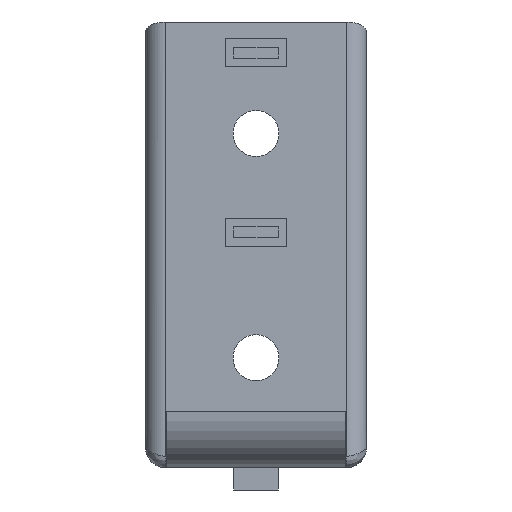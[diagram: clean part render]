
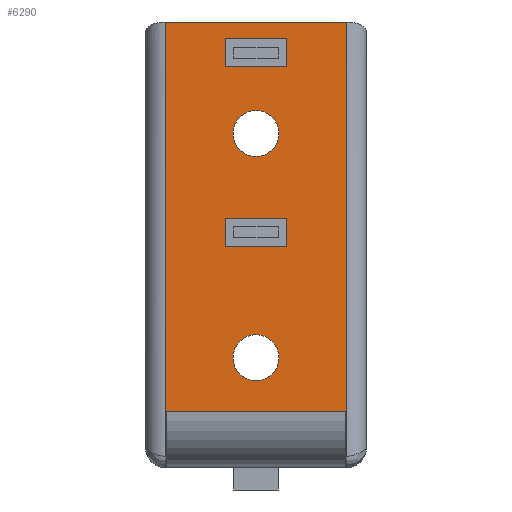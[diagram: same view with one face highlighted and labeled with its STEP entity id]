
A CAD part, left-side view. The second image highlights one B-rep face of the part: STEP entity #6290.
In plain terms, the highlighted planar face has unit normal (-1, 0, 0).
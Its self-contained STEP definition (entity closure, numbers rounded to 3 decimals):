
#99=CARTESIAN_POINT('',(0.,-16.,10.));
#100=VERTEX_POINT('',#99);
#118=CARTESIAN_POINT('',(0.,-16.,2.));
#119=VERTEX_POINT('',#118);
#127=CARTESIAN_POINT('',(0.,-16.,2.));
#128=DIRECTION('',(0.,0.,1.));
#129=VECTOR('',#128,8.);
#130=LINE('',#127,#129);
#131=EDGE_CURVE('',#119,#100,#130,.T.);
#141=CARTESIAN_POINT('',(0.,16.,10.));
#142=VERTEX_POINT('',#141);
#160=CARTESIAN_POINT('',(0.,16.,2.));
#161=VERTEX_POINT('',#160);
#169=CARTESIAN_POINT('',(0.,16.,10.));
#170=DIRECTION('',(0.,0.,-1.));
#171=VECTOR('',#170,8.);
#172=LINE('',#169,#171);
#173=EDGE_CURVE('',#142,#161,#172,.T.);
#191=CARTESIAN_POINT('',(0.,16.,10.));
#192=DIRECTION('',(0.,-1.,0.));
#193=VECTOR('',#192,32.);
#194=LINE('',#191,#193);
#195=EDGE_CURVE('',#142,#100,#194,.T.);
#206=CARTESIAN_POINT('',(0.,-16.2,79.5));
#207=VERTEX_POINT('',#206);
#217=CARTESIAN_POINT('',(0.,-16.2,2.));
#218=VERTEX_POINT('',#217);
#219=CARTESIAN_POINT('',(0.,-16.2,79.5));
#220=DIRECTION('',(0.,0.,-1.));
#221=VECTOR('',#220,77.5);
#222=LINE('',#219,#221);
#223=EDGE_CURVE('',#207,#218,#222,.T.);
#298=CARTESIAN_POINT('',(0.,16.2,79.5));
#299=VERTEX_POINT('',#298);
#309=CARTESIAN_POINT('',(0.,16.2,2.));
#310=VERTEX_POINT('',#309);
#311=CARTESIAN_POINT('',(0.,16.2,79.5));
#312=DIRECTION('',(0.,0.,-1.));
#313=VECTOR('',#312,77.5);
#314=LINE('',#311,#313);
#315=EDGE_CURVE('',#299,#310,#314,.T.);
#389=CARTESIAN_POINT('',(0.,-16.2,2.));
#390=DIRECTION('',(0.,1.,0.));
#391=VECTOR('',#390,0.2);
#392=LINE('',#389,#391);
#393=EDGE_CURVE('',#218,#119,#392,.T.);
#469=CARTESIAN_POINT('',(0.,16.,2.));
#470=DIRECTION('',(0.,1.,0.));
#471=VECTOR('',#470,0.2);
#472=LINE('',#469,#471);
#473=EDGE_CURVE('',#161,#310,#472,.T.);
#683=CARTESIAN_POINT('',(0.,4.1,19.6));
#684=VERTEX_POINT('',#683);
#699=CARTESIAN_POINT('',(0.,0.,19.6));
#700=DIRECTION('',(0.,1.,0.));
#701=DIRECTION('',(-1.,0.,0.));
#702=AXIS2_PLACEMENT_3D('',#699,#701,#700);
#703=CIRCLE('',#702,4.1);
#704=EDGE_CURVE('',#684,#684,#703,.T.);
#716=CARTESIAN_POINT('',(0.,4.1,59.6));
#717=VERTEX_POINT('',#716);
#732=CARTESIAN_POINT('',(0.,0.,59.6));
#733=DIRECTION('',(0.,1.,0.));
#734=DIRECTION('',(-1.,0.,0.));
#735=AXIS2_PLACEMENT_3D('',#732,#734,#733);
#736=CIRCLE('',#735,4.1);
#737=EDGE_CURVE('',#717,#717,#736,.T.);
#6196=CARTESIAN_POINT('',(0.,0.,39.75));
#6197=DIRECTION('',(0.,0.,-1.));
#6198=DIRECTION('',(1.,-0.,0.));
#6199=AXIS2_PLACEMENT_3D('',#6196,#6198,#6197);
#6200=PLANE('',#6199);
#6201=ORIENTED_EDGE('',*,*,#195,.F.);
#6202=ORIENTED_EDGE('',*,*,#173,.T.);
#6203=ORIENTED_EDGE('',*,*,#473,.T.);
#6204=ORIENTED_EDGE('',*,*,#315,.F.);
#6205=CARTESIAN_POINT('',(0.,-16.2,79.5));
#6206=DIRECTION('',(0.,1.,0.));
#6207=VECTOR('',#6206,32.4);
#6208=LINE('',#6205,#6207);
#6209=EDGE_CURVE('',#207,#299,#6208,.T.);
#6210=ORIENTED_EDGE('',*,*,#6209,.F.);
#6211=ORIENTED_EDGE('',*,*,#223,.T.);
#6212=ORIENTED_EDGE('',*,*,#393,.T.);
#6213=ORIENTED_EDGE('',*,*,#131,.T.);
#6214=EDGE_LOOP('',(#6201,#6202,#6203,#6204,#6210,#6211,#6212,#6213));
#6215=FACE_OUTER_BOUND('',#6214,.F.);
#6216=ORIENTED_EDGE('',*,*,#737,.T.);
#6217=EDGE_LOOP('',(#6216));
#6218=FACE_BOUND('',#6217,.F.);
#6219=ORIENTED_EDGE('',*,*,#704,.T.);
#6220=EDGE_LOOP('',(#6219));
#6221=FACE_BOUND('',#6220,.F.);
#6222=CARTESIAN_POINT('',(0.,5.5,39.5));
#6223=VERTEX_POINT('',#6222);
#6224=CARTESIAN_POINT('',(0.,-5.5,39.5));
#6225=VERTEX_POINT('',#6224);
#6226=CARTESIAN_POINT('',(0.,5.5,39.5));
#6227=DIRECTION('',(0.,-1.,0.));
#6228=VECTOR('',#6227,11.);
#6229=LINE('',#6226,#6228);
#6230=EDGE_CURVE('',#6223,#6225,#6229,.T.);
#6231=ORIENTED_EDGE('',*,*,#6230,.T.);
#6232=CARTESIAN_POINT('',(0.,-5.5,44.5));
#6233=VERTEX_POINT('',#6232);
#6234=CARTESIAN_POINT('',(0.,-5.5,39.5));
#6235=DIRECTION('',(0.,0.,1.));
#6236=VECTOR('',#6235,5.);
#6237=LINE('',#6234,#6236);
#6238=EDGE_CURVE('',#6225,#6233,#6237,.T.);
#6239=ORIENTED_EDGE('',*,*,#6238,.T.);
#6240=CARTESIAN_POINT('',(0.,5.5,44.5));
#6241=VERTEX_POINT('',#6240);
#6242=CARTESIAN_POINT('',(0.,-5.5,44.5));
#6243=DIRECTION('',(0.,1.,0.));
#6244=VECTOR('',#6243,11.);
#6245=LINE('',#6242,#6244);
#6246=EDGE_CURVE('',#6233,#6241,#6245,.T.);
#6247=ORIENTED_EDGE('',*,*,#6246,.T.);
#6248=CARTESIAN_POINT('',(0.,5.5,44.5));
#6249=DIRECTION('',(0.,0.,-1.));
#6250=VECTOR('',#6249,5.);
#6251=LINE('',#6248,#6250);
#6252=EDGE_CURVE('',#6241,#6223,#6251,.T.);
#6253=ORIENTED_EDGE('',*,*,#6252,.T.);
#6254=EDGE_LOOP('',(#6231,#6239,#6247,#6253));
#6255=FACE_BOUND('',#6254,.F.);
#6256=CARTESIAN_POINT('',(0.,-5.5,76.5));
#6257=VERTEX_POINT('',#6256);
#6258=CARTESIAN_POINT('',(0.,5.5,76.5));
#6259=VERTEX_POINT('',#6258);
#6260=CARTESIAN_POINT('',(0.,-5.5,76.5));
#6261=DIRECTION('',(0.,1.,0.));
#6262=VECTOR('',#6261,11.);
#6263=LINE('',#6260,#6262);
#6264=EDGE_CURVE('',#6257,#6259,#6263,.T.);
#6265=ORIENTED_EDGE('',*,*,#6264,.T.);
#6266=CARTESIAN_POINT('',(0.,5.5,71.5));
#6267=VERTEX_POINT('',#6266);
#6268=CARTESIAN_POINT('',(0.,5.5,76.5));
#6269=DIRECTION('',(0.,0.,-1.));
#6270=VECTOR('',#6269,5.);
#6271=LINE('',#6268,#6270);
#6272=EDGE_CURVE('',#6259,#6267,#6271,.T.);
#6273=ORIENTED_EDGE('',*,*,#6272,.T.);
#6274=CARTESIAN_POINT('',(0.,-5.5,71.5));
#6275=VERTEX_POINT('',#6274);
#6276=CARTESIAN_POINT('',(0.,5.5,71.5));
#6277=DIRECTION('',(0.,-1.,0.));
#6278=VECTOR('',#6277,11.);
#6279=LINE('',#6276,#6278);
#6280=EDGE_CURVE('',#6267,#6275,#6279,.T.);
#6281=ORIENTED_EDGE('',*,*,#6280,.T.);
#6282=CARTESIAN_POINT('',(0.,-5.5,71.5));
#6283=DIRECTION('',(0.,0.,1.));
#6284=VECTOR('',#6283,5.);
#6285=LINE('',#6282,#6284);
#6286=EDGE_CURVE('',#6275,#6257,#6285,.T.);
#6287=ORIENTED_EDGE('',*,*,#6286,.T.);
#6288=EDGE_LOOP('',(#6265,#6273,#6281,#6287));
#6289=FACE_BOUND('',#6288,.F.);
#6290=ADVANCED_FACE('',(#6215,#6218,#6221,#6255,#6289),#6200,.F.);
